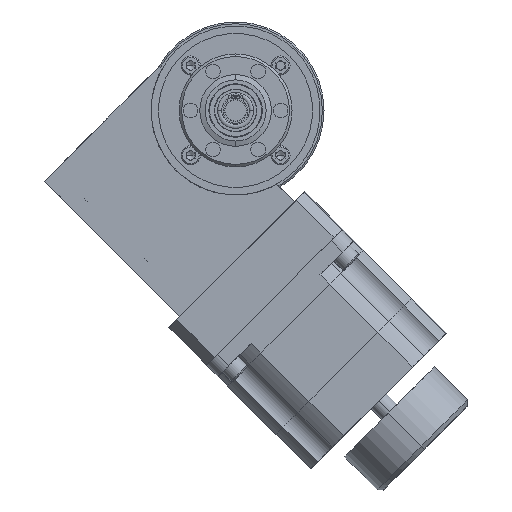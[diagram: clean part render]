
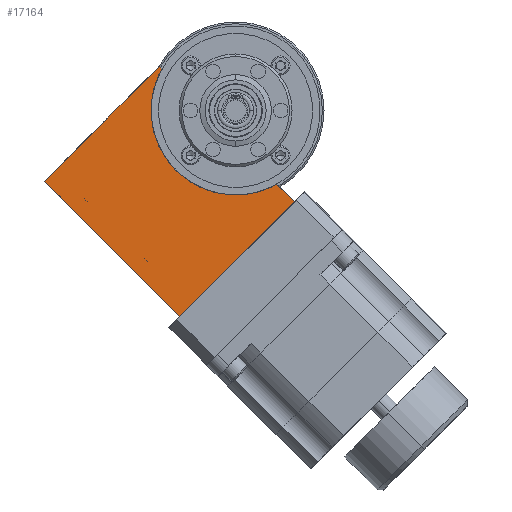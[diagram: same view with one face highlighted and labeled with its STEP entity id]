
A CAD part, front view. The second image highlights one B-rep face of the part: STEP entity #17164.
In plain terms, the highlighted planar face has unit normal (0, -1, 0).
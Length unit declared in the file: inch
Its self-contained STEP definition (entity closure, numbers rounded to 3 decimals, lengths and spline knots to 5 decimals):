
#704 = CARTESIAN_POINT ( 'NONE',  ( 0.69226, 1.24, -1.07551 ) ) ;
#709 = DIRECTION ( 'NONE',  ( 0.707, 0., -0.707 ) ) ;
#710 = CARTESIAN_POINT ( 'NONE',  ( -0.65832, 1.24, -2.42608 ) ) ;
#711 = DIRECTION ( 'NONE',  ( -0.707, 0., -0.707 ) ) ;
#715 = CARTESIAN_POINT ( 'NONE',  ( -0.65832, 1.24, -2.42608 ) ) ;
#716 = DIRECTION ( 'NONE',  ( -0.707, 0., 0.707 ) ) ;
#717 = CARTESIAN_POINT ( 'NONE',  ( 0., 1.24, 0. ) ) ;
#718 = CARTESIAN_POINT ( 'NONE',  ( -2.24931, 1.24, -0.83509 ) ) ;
#719 = DIRECTION ( 'NONE',  ( 0.707, 0., 0.707 ) ) ;
#725 = DIRECTION ( 'NONE',  ( 0., -1., 0. ) ) ;
#726 = DIRECTION ( 'NONE',  ( -0.707, 0., -0.707 ) ) ;
#4072 = EDGE_CURVE ( 'NONE', #12269, #12267, #15052, .T. ) ;
#5535 = ORIENTED_EDGE ( 'NONE', *, *, #4072, .F. ) ;
#5536 = ORIENTED_EDGE ( 'NONE', *, *, #6932, .F. ) ;
#5537 = ORIENTED_EDGE ( 'NONE', *, *, #6926, .F. ) ;
#5538 = ORIENTED_EDGE ( 'NONE', *, *, #6927, .F. ) ;
#5554 = ORIENTED_EDGE ( 'NONE', *, *, #6929, .F. ) ;
#5555 = ORIENTED_EDGE ( 'NONE', *, *, #6930, .F. ) ;
#5993 = AXIS2_PLACEMENT_3D ( 'NONE', #11319, #11341, #11342 ) ;
#6926 = EDGE_CURVE ( 'NONE', #12301, #12303, #13354, .T. ) ;
#6927 = EDGE_CURVE ( 'NONE', #12303, #12307, #13358, .T. ) ;
#6929 = EDGE_CURVE ( 'NONE', #12307, #12309, #13350, .T. ) ;
#6930 = EDGE_CURVE ( 'NONE', #12309, #12269, #13368, .T. ) ;
#6932 = EDGE_CURVE ( 'NONE', #12267, #12301, #13380, .T. ) ;
#10159 = CARTESIAN_POINT ( 'NONE',  ( -0.8686, 1.24, 0.48535 ) ) ;
#10161 = CARTESIAN_POINT ( 'NONE',  ( -0.89873, 1.24, 0.51548 ) ) ;
#10183 = CARTESIAN_POINT ( 'NONE',  ( 0.48535, 1.24, -0.8686 ) ) ;
#10184 = CARTESIAN_POINT ( 'NONE',  ( 0.69226, 1.24, -1.07551 ) ) ;
#10186 = CARTESIAN_POINT ( 'NONE',  ( -0.65832, 1.24, -2.42608 ) ) ;
#10187 = CARTESIAN_POINT ( 'NONE',  ( -2.24931, 1.24, -0.83509 ) ) ;
#11319 = CARTESIAN_POINT ( 'NONE',  ( 0., 1.24, 0. ) ) ;
#11328 = PLANE ( 'NONE',  #5993 ) ;
#11341 = DIRECTION ( 'NONE',  ( 0., 1., 0. ) ) ;
#11342 = DIRECTION ( 'NONE',  ( -0.707, 0., -0.707 ) ) ;
#12267 = VERTEX_POINT ( 'NONE', #10159 ) ;
#12269 = VERTEX_POINT ( 'NONE', #10161 ) ;
#12301 = VERTEX_POINT ( 'NONE', #10183 ) ;
#12303 = VERTEX_POINT ( 'NONE', #10184 ) ;
#12307 = VERTEX_POINT ( 'NONE', #10186 ) ;
#12309 = VERTEX_POINT ( 'NONE', #10187 ) ;
#13330 = VECTOR ( 'NONE', #716, 39.37008 ) ;
#13340 = VECTOR ( 'NONE', #709, 39.37008 ) ;
#13350 = LINE ( 'NONE', #715, #13330 ) ;
#13354 = LINE ( 'NONE', #704, #13340 ) ;
#13358 = LINE ( 'NONE', #710, #13359 ) ;
#13359 = VECTOR ( 'NONE', #711, 39.37008 ) ;
#13368 = LINE ( 'NONE', #718, #13370 ) ;
#13370 = VECTOR ( 'NONE', #719, 39.37008 ) ;
#13380 = CIRCLE ( 'NONE', #23414, 0.995 ) ;
#15050 = VECTOR ( 'NONE', #21090, 39.37008 ) ;
#15052 = LINE ( 'NONE', #21089, #15050 ) ;
#17164 = ADVANCED_FACE ( 'NONE', ( #24676 ), #11328, .F. ) ;
#17854 = EDGE_LOOP ( 'NONE', ( #5538, #5537, #5536, #5535, #5555, #5554 ) ) ;
#21089 = CARTESIAN_POINT ( 'NONE',  ( -0.8686, 1.24, 0.48535 ) ) ;
#21090 = DIRECTION ( 'NONE',  ( 0.707, 0., -0.707 ) ) ;
#23414 = AXIS2_PLACEMENT_3D ( 'NONE', #717, #725, #726 ) ;
#24676 = FACE_OUTER_BOUND ( 'NONE', #17854, .T. ) ;
